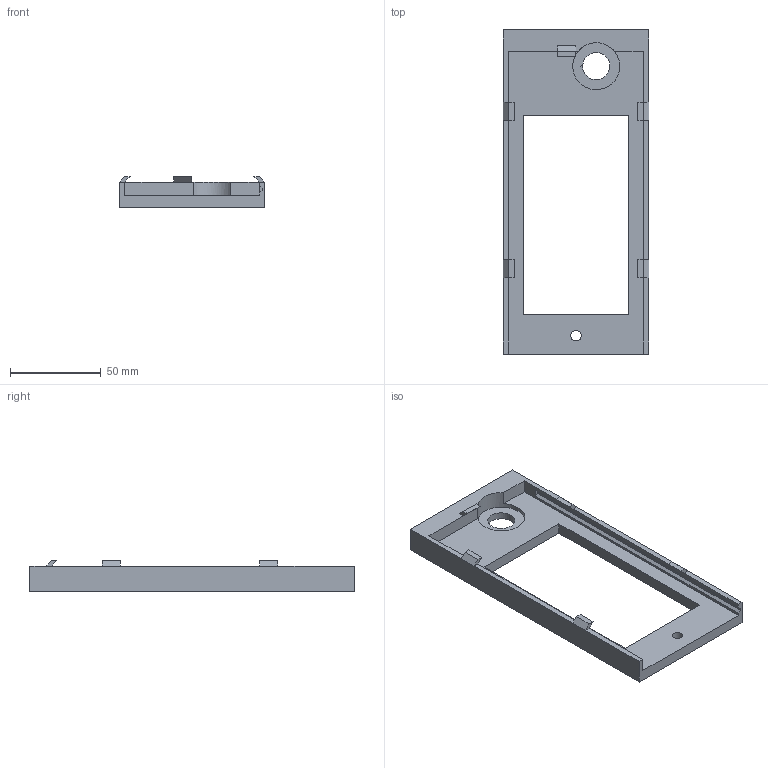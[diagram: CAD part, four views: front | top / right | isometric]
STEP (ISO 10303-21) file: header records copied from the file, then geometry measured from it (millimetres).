
FILE_DESCRIPTION(/* description */ (''),/* implementation_level */ '2;1');
FILE_NAME(/* name */ 'CT_phoneHolder.step',/* time_stamp */ '2021-05-07T16:47:45-04:00',/* author */ (''),/* organization */ (''),/* preprocessor_version */ 'ST-DEVELOPER v18.1',/* originating_system */ 'Autodesk Translation Framework v10.6.0.1341',/* authorisation */ '');
FILE_SCHEMA (('AUTOMOTIVE_DESIGN { 1 0 10303 214 3 1 1 }'));
Length unit declared in the file: millimetre
Products named in the file (1): COVID phone mount - on top
Bounding box: 80.35 x 179 x 16.9 mm (x, y, z)
Volume: 62764.9 mm3; surface area: 28657.3 mm2
Topology: 1 solids, 1 shells, 54 faces, 138 edges, 86 vertices
Faces by surface type: plane 51, cylinder 3
Full cylindrical faces by diameter (mm): 5.8 x1, 26 x1
Entity records: 1620 total; most frequent: CARTESIAN_POINT 279, ORIENTED_EDGE 276, DIRECTION 256, EDGE_CURVE 138, LINE 130, VECTOR 130, VERTEX_POINT 86, AXIS2_PLACEMENT_3D 63
